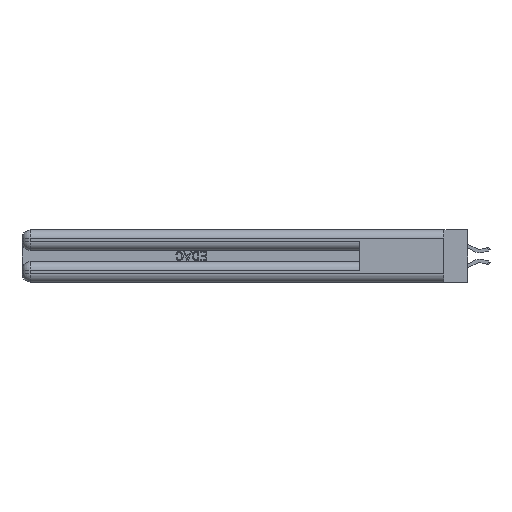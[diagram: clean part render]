
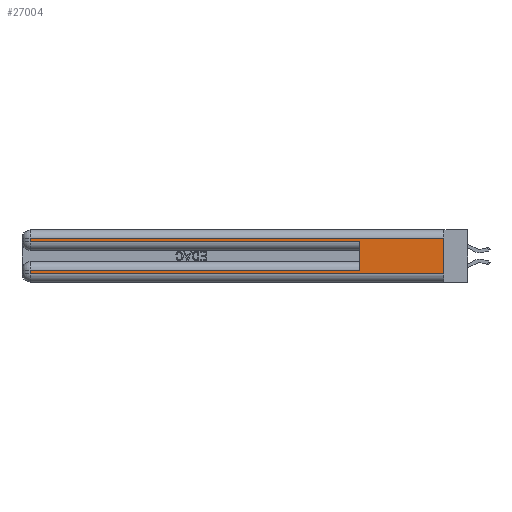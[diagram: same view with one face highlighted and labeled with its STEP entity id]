
A CAD part, left-side view. The second image highlights one B-rep face of the part: STEP entity #27004.
In plain terms, the highlighted planar face has unit normal (-1, 0, 0).
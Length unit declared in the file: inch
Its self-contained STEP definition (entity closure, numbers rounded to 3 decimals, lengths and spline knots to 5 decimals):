
#1659 = VERTEX_POINT ( 'NONE', #8852 ) ;
#2212 = PLANE ( 'NONE',  #7007 ) ;
#3193 = VERTEX_POINT ( 'NONE', #35498 ) ;
#3567 = LINE ( 'NONE', #26527, #16666 ) ;
#4386 = LINE ( 'NONE', #9644, #25826 ) ;
#4731 = EDGE_CURVE ( 'NONE', #39947, #16601, #28452, .T. ) ;
#5097 = DIRECTION ( 'NONE',  ( 0., -1., 0. ) ) ;
#5406 = DIRECTION ( 'NONE',  ( 1., 0., 0. ) ) ;
#6958 = VERTEX_POINT ( 'NONE', #41588 ) ;
#7007 = AXIS2_PLACEMENT_3D ( 'NONE', #8928, #5406, #42922 ) ;
#7098 = LINE ( 'NONE', #41761, #35700 ) ;
#7317 = EDGE_CURVE ( 'NONE', #1659, #6958, #3567, .T. ) ;
#7457 = ORIENTED_EDGE ( 'NONE', *, *, #20580, .T. ) ;
#8190 = DIRECTION ( 'NONE',  ( 0., 0., -1. ) ) ;
#8602 = CARTESIAN_POINT ( 'NONE',  ( 0., 0.6, 0.145 ) ) ;
#8852 = CARTESIAN_POINT ( 'NONE',  ( 0., 0., 0.31 ) ) ;
#8878 = DIRECTION ( 'NONE',  ( 0., 0., 1. ) ) ;
#8928 = CARTESIAN_POINT ( 'NONE',  ( 0., 0., 0.37 ) ) ;
#9644 = CARTESIAN_POINT ( 'NONE',  ( 0., 0., 0.31 ) ) ;
#9650 = CARTESIAN_POINT ( 'NONE',  ( 0., 2.94, 0.085 ) ) ;
#10165 = VECTOR ( 'NONE', #35547, 39.37008 ) ;
#14113 = ORIENTED_EDGE ( 'NONE', *, *, #4731, .F. ) ;
#15018 = CARTESIAN_POINT ( 'NONE',  ( 0., 2.94, 0.31 ) ) ;
#15818 = DIRECTION ( 'NONE',  ( 0., 1., 0. ) ) ;
#16334 = DIRECTION ( 'NONE',  ( 0., 1., 0. ) ) ;
#16582 = ORIENTED_EDGE ( 'NONE', *, *, #41835, .T. ) ;
#16601 = VERTEX_POINT ( 'NONE', #21114 ) ;
#16666 = VECTOR ( 'NONE', #31074, 39.37008 ) ;
#17856 = VERTEX_POINT ( 'NONE', #36712 ) ;
#19817 = VECTOR ( 'NONE', #31790, 39.37008 ) ;
#19837 = EDGE_CURVE ( 'NONE', #19979, #17856, #7098, .T. ) ;
#19979 = VERTEX_POINT ( 'NONE', #9650 ) ;
#20580 = EDGE_CURVE ( 'NONE', #1659, #31999, #4386, .T. ) ;
#20944 = VECTOR ( 'NONE', #15818, 39.37008 ) ;
#21102 = ORIENTED_EDGE ( 'NONE', *, *, #7317, .F. ) ;
#21114 = CARTESIAN_POINT ( 'NONE',  ( 0., 0.6, 0.285 ) ) ;
#22705 = CARTESIAN_POINT ( 'NONE',  ( 0., 0., 0.085 ) ) ;
#23164 = CARTESIAN_POINT ( 'NONE',  ( 0., 0.6, 0.085 ) ) ;
#23358 = EDGE_CURVE ( 'NONE', #3193, #16601, #31452, .T. ) ;
#23704 = ORIENTED_EDGE ( 'NONE', *, *, #19837, .T. ) ;
#23924 = EDGE_CURVE ( 'NONE', #17856, #6958, #27294, .T. ) ;
#24480 = ORIENTED_EDGE ( 'NONE', *, *, #23924, .T. ) ;
#25006 = CARTESIAN_POINT ( 'NONE',  ( 0., 2.94, 0.37 ) ) ;
#25758 = CARTESIAN_POINT ( 'NONE',  ( 0., 0., 0.285 ) ) ;
#25826 = VECTOR ( 'NONE', #16334, 39.37008 ) ;
#26527 = CARTESIAN_POINT ( 'NONE',  ( 0., 0., 0.37 ) ) ;
#27004 = ADVANCED_FACE ( 'NONE', ( #34726 ), #2212, .F. ) ;
#27294 = LINE ( 'NONE', #38560, #35529 ) ;
#28452 = LINE ( 'NONE', #8602, #38273 ) ;
#29546 = EDGE_CURVE ( 'NONE', #31999, #3193, #30664, .T. ) ;
#30664 = LINE ( 'NONE', #25006, #19817 ) ;
#31074 = DIRECTION ( 'NONE',  ( 0., 0., -1. ) ) ;
#31452 = LINE ( 'NONE', #25758, #10165 ) ;
#31790 = DIRECTION ( 'NONE',  ( 0., 0., -1. ) ) ;
#31999 = VERTEX_POINT ( 'NONE', #15018 ) ;
#32858 = LINE ( 'NONE', #22705, #20944 ) ;
#33418 = ORIENTED_EDGE ( 'NONE', *, *, #29546, .T. ) ;
#34038 = ORIENTED_EDGE ( 'NONE', *, *, #23358, .T. ) ;
#34726 = FACE_OUTER_BOUND ( 'NONE', #35111, .T. ) ;
#35111 = EDGE_LOOP ( 'NONE', ( #21102, #7457, #33418, #34038, #14113, #16582, #23704, #24480 ) ) ;
#35498 = CARTESIAN_POINT ( 'NONE',  ( 0., 2.94, 0.285 ) ) ;
#35529 = VECTOR ( 'NONE', #5097, 39.37008 ) ;
#35547 = DIRECTION ( 'NONE',  ( 0., -1., 0. ) ) ;
#35700 = VECTOR ( 'NONE', #8190, 39.37008 ) ;
#36712 = CARTESIAN_POINT ( 'NONE',  ( 0., 2.94, 0.06 ) ) ;
#38273 = VECTOR ( 'NONE', #8878, 39.37008 ) ;
#38560 = CARTESIAN_POINT ( 'NONE',  ( 0., 0., 0.06 ) ) ;
#39947 = VERTEX_POINT ( 'NONE', #23164 ) ;
#41588 = CARTESIAN_POINT ( 'NONE',  ( 0., 0., 0.06 ) ) ;
#41761 = CARTESIAN_POINT ( 'NONE',  ( 0., 2.94, 0.37 ) ) ;
#41835 = EDGE_CURVE ( 'NONE', #39947, #19979, #32858, .T. ) ;
#42922 = DIRECTION ( 'NONE',  ( 0., 0., -1. ) ) ;
